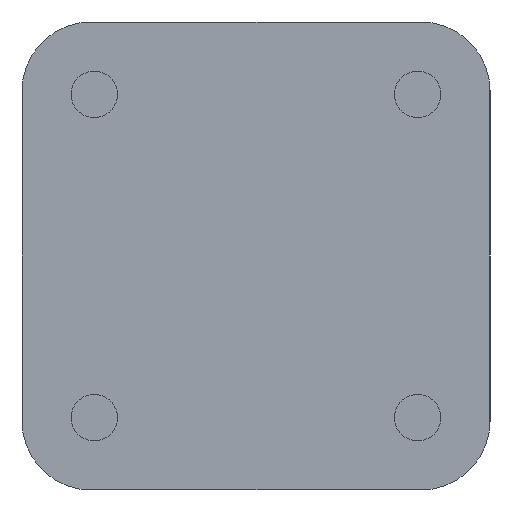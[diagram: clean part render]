
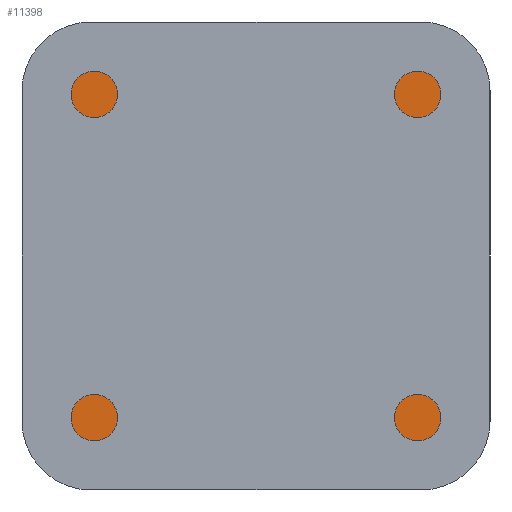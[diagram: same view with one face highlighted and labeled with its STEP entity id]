
A CAD part, left-side view. The second image highlights one B-rep face of the part: STEP entity #11398.
In plain terms, the highlighted planar face has unit normal (-1, 0, 0).
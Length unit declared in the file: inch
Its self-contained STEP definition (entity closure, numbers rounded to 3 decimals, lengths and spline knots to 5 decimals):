
#802 = CARTESIAN_POINT ( 'NONE',  ( -2.67101, 1.39276, -0.28898 ) ) ;
#1052 = VECTOR ( 'NONE', #30382, 39.37008 ) ;
#1472 = CARTESIAN_POINT ( 'NONE',  ( -2.67101, 0.99906, 1.99449 ) ) ;
#1557 = CARTESIAN_POINT ( 'NONE',  ( -2.67101, -0.8907, 1.99449 ) ) ;
#3144 = DIRECTION ( 'NONE',  ( 1., 0., 0. ) ) ;
#3464 = VERTEX_POINT ( 'NONE', #32933 ) ;
#3655 = VECTOR ( 'NONE', #64184, 39.37008 ) ;
#3987 = EDGE_CURVE ( 'NONE', #14250, #63950, #45444, .T. ) ;
#4064 = CARTESIAN_POINT ( 'NONE',  ( -2.67101, 0.60536, 0.10472 ) ) ;
#5233 = EDGE_CURVE ( 'NONE', #64295, #66293, #5831, .T. ) ;
#5693 = EDGE_CURVE ( 'NONE', #55659, #3464, #38615, .T. ) ;
#5831 = LINE ( 'NONE', #62287, #58380 ) ;
#6166 = DIRECTION ( 'NONE',  ( 0., 0., -1. ) ) ;
#6494 = ORIENTED_EDGE ( 'NONE', *, *, #7143, .F. ) ;
#7143 = EDGE_CURVE ( 'NONE', #11972, #43971, #38427, .T. ) ;
#7753 = EDGE_CURVE ( 'NONE', #43971, #55659, #33863, .T. ) ;
#8556 = CARTESIAN_POINT ( 'NONE',  ( -2.67101, -0.8907, 1.60079 ) ) ;
#8784 = LINE ( 'NONE', #27924, #55606 ) ;
#9247 = CARTESIAN_POINT ( 'NONE',  ( -2.67101, -0.497, 1.20709 ) ) ;
#9510 = DIRECTION ( 'NONE',  ( 0., -1., 0. ) ) ;
#10338 = CARTESIAN_POINT ( 'NONE',  ( -2.67101, 0.99906, 1.60079 ) ) ;
#10463 = ORIENTED_EDGE ( 'NONE', *, *, #13590, .F. ) ;
#11398 = ADVANCED_FACE ( 'NONE', ( #51593, #26067 ), #15350, .F. ) ;
#11714 = ORIENTED_EDGE ( 'NONE', *, *, #5693, .F. ) ;
#11972 = VERTEX_POINT ( 'NONE', #19795 ) ;
#12930 = AXIS2_PLACEMENT_3D ( 'NONE', #37383, #38369, #63271 ) ;
#13590 = EDGE_CURVE ( 'NONE', #30723, #24743, #8784, .T. ) ;
#13846 = ORIENTED_EDGE ( 'NONE', *, *, #23877, .F. ) ;
#14250 = VERTEX_POINT ( 'NONE', #1557 ) ;
#14530 = VECTOR ( 'NONE', #28351, 39.37008 ) ;
#15019 = DIRECTION ( 'NONE',  ( 1., 0., 0. ) ) ;
#15350 = PLANE ( 'NONE',  #54881 ) ;
#16039 = DIRECTION ( 'NONE',  ( 0., 1., 0. ) ) ;
#17196 = CARTESIAN_POINT ( 'NONE',  ( -2.67101, 0.60536, 1.20709 ) ) ;
#17494 = CARTESIAN_POINT ( 'NONE',  ( -2.67101, 1.39276, 0.33524 ) ) ;
#18676 = CARTESIAN_POINT ( 'NONE',  ( -2.67101, -0.497, 0.10472 ) ) ;
#19576 = ORIENTED_EDGE ( 'NONE', *, *, #31861, .F. ) ;
#19641 = LINE ( 'NONE', #9247, #1052 ) ;
#19795 = CARTESIAN_POINT ( 'NONE',  ( -2.67101, -0.8907, -0.68268 ) ) ;
#21044 = CARTESIAN_POINT ( 'NONE',  ( -2.67101, 0.05418, 1.29724 ) ) ;
#21596 = ORIENTED_EDGE ( 'NONE', *, *, #7753, .F. ) ;
#23877 = EDGE_CURVE ( 'NONE', #66293, #30723, #35681, .T. ) ;
#24743 = VERTEX_POINT ( 'NONE', #31154 ) ;
#25696 = DIRECTION ( 'NONE',  ( 0., 0., -1. ) ) ;
#26067 = FACE_BOUND ( 'NONE', #51320, .T. ) ;
#27472 = EDGE_CURVE ( 'NONE', #32092, #14250, #40560, .T. ) ;
#27924 = CARTESIAN_POINT ( 'NONE',  ( -2.67101, -0.497, 0.65591 ) ) ;
#28023 = CARTESIAN_POINT ( 'NONE',  ( -2.67101, 0.52662, -0.68268 ) ) ;
#28351 = DIRECTION ( 'NONE',  ( 0., 1., 0. ) ) ;
#30382 = DIRECTION ( 'NONE',  ( 0., 1., 0. ) ) ;
#30482 = DIRECTION ( 'NONE',  ( 1., 0., 0. ) ) ;
#30723 = VERTEX_POINT ( 'NONE', #18676 ) ;
#31104 = DIRECTION ( 'NONE',  ( 0., 0., -1. ) ) ;
#31154 = CARTESIAN_POINT ( 'NONE',  ( -2.67101, -0.497, 1.20709 ) ) ;
#31861 = EDGE_CURVE ( 'NONE', #63950, #45771, #38488, .T. ) ;
#32092 = VERTEX_POINT ( 'NONE', #1472 ) ;
#32258 = AXIS2_PLACEMENT_3D ( 'NONE', #10338, #30482, #16039 ) ;
#32556 = CARTESIAN_POINT ( 'NONE',  ( -2.67101, 0.99906, -0.68268 ) ) ;
#32933 = CARTESIAN_POINT ( 'NONE',  ( -2.67101, 1.39276, 1.60079 ) ) ;
#33074 = CARTESIAN_POINT ( 'NONE',  ( -2.67101, -1.28441, -0.28898 ) ) ;
#33292 = CIRCLE ( 'NONE', #12930, 0.3937 ) ;
#33863 = CIRCLE ( 'NONE', #51031, 0.3937 ) ;
#34432 = VECTOR ( 'NONE', #38316, 39.37008 ) ;
#35681 = LINE ( 'NONE', #56187, #55645 ) ;
#35807 = DIRECTION ( 'NONE',  ( 1., 0., 0. ) ) ;
#37383 = CARTESIAN_POINT ( 'NONE',  ( -2.67101, -0.8907, -0.28898 ) ) ;
#37768 = VECTOR ( 'NONE', #25696, 39.37008 ) ;
#38316 = DIRECTION ( 'NONE',  ( 0., -1., 0. ) ) ;
#38369 = DIRECTION ( 'NONE',  ( 1., 0., 0. ) ) ;
#38427 = LINE ( 'NONE', #28023, #14530 ) ;
#38488 = LINE ( 'NONE', #58992, #37768 ) ;
#38615 = LINE ( 'NONE', #17494, #3655 ) ;
#39454 = EDGE_CURVE ( 'NONE', #24743, #64295, #19641, .T. ) ;
#39707 = ORIENTED_EDGE ( 'NONE', *, *, #5233, .F. ) ;
#39730 = ORIENTED_EDGE ( 'NONE', *, *, #39992, .F. ) ;
#39876 = CARTESIAN_POINT ( 'NONE',  ( -2.67101, -1.28441, 1.60079 ) ) ;
#39992 = EDGE_CURVE ( 'NONE', #45771, #11972, #33292, .T. ) ;
#40185 = CARTESIAN_POINT ( 'NONE',  ( -2.67101, 0.99906, -0.28898 ) ) ;
#40560 = LINE ( 'NONE', #55360, #34432 ) ;
#42322 = ORIENTED_EDGE ( 'NONE', *, *, #55170, .F. ) ;
#43971 = VERTEX_POINT ( 'NONE', #32556 ) ;
#44151 = DIRECTION ( 'NONE',  ( 0., 0., 1. ) ) ;
#45444 = CIRCLE ( 'NONE', #54035, 0.3937 ) ;
#45771 = VERTEX_POINT ( 'NONE', #33074 ) ;
#47243 = CIRCLE ( 'NONE', #32258, 0.3937 ) ;
#50267 = ORIENTED_EDGE ( 'NONE', *, *, #3987, .F. ) ;
#51031 = AXIS2_PLACEMENT_3D ( 'NONE', #40185, #15019, #31104 ) ;
#51320 = EDGE_LOOP ( 'NONE', ( #10463, #13846, #39707, #65357 ) ) ;
#51593 = FACE_OUTER_BOUND ( 'NONE', #55098, .T. ) ;
#54035 = AXIS2_PLACEMENT_3D ( 'NONE', #8556, #3144, #44151 ) ;
#54881 = AXIS2_PLACEMENT_3D ( 'NONE', #21044, #35807, #56322 ) ;
#55098 = EDGE_LOOP ( 'NONE', ( #19576, #50267, #64022, #42322, #11714, #21596, #6494, #39730 ) ) ;
#55170 = EDGE_CURVE ( 'NONE', #3464, #32092, #47243, .T. ) ;
#55360 = CARTESIAN_POINT ( 'NONE',  ( -2.67101, -0.41826, 1.99449 ) ) ;
#55606 = VECTOR ( 'NONE', #65212, 39.37008 ) ;
#55645 = VECTOR ( 'NONE', #9510, 39.37008 ) ;
#55659 = VERTEX_POINT ( 'NONE', #802 ) ;
#56187 = CARTESIAN_POINT ( 'NONE',  ( -2.67101, 0.60536, 0.10472 ) ) ;
#56322 = DIRECTION ( 'NONE',  ( 0., -1., 0. ) ) ;
#58380 = VECTOR ( 'NONE', #6166, 39.37008 ) ;
#58992 = CARTESIAN_POINT ( 'NONE',  ( -2.67101, -1.28441, 0.97657 ) ) ;
#62287 = CARTESIAN_POINT ( 'NONE',  ( -2.67101, 0.60536, 0.65591 ) ) ;
#63271 = DIRECTION ( 'NONE',  ( 0., -1., 0. ) ) ;
#63950 = VERTEX_POINT ( 'NONE', #39876 ) ;
#64022 = ORIENTED_EDGE ( 'NONE', *, *, #27472, .F. ) ;
#64184 = DIRECTION ( 'NONE',  ( 0., 0., 1. ) ) ;
#64295 = VERTEX_POINT ( 'NONE', #17196 ) ;
#65212 = DIRECTION ( 'NONE',  ( 0., 0., 1. ) ) ;
#65357 = ORIENTED_EDGE ( 'NONE', *, *, #39454, .F. ) ;
#66293 = VERTEX_POINT ( 'NONE', #4064 ) ;
